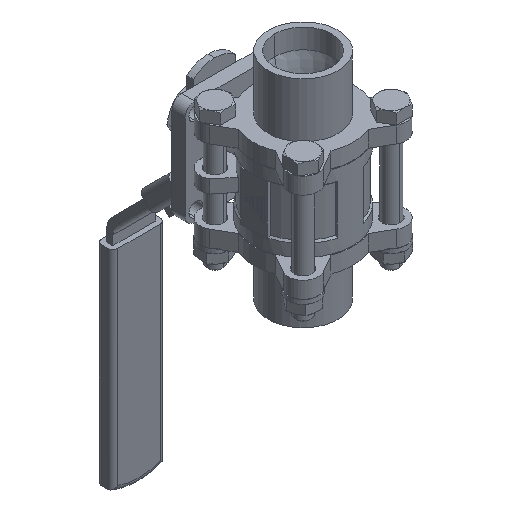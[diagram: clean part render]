
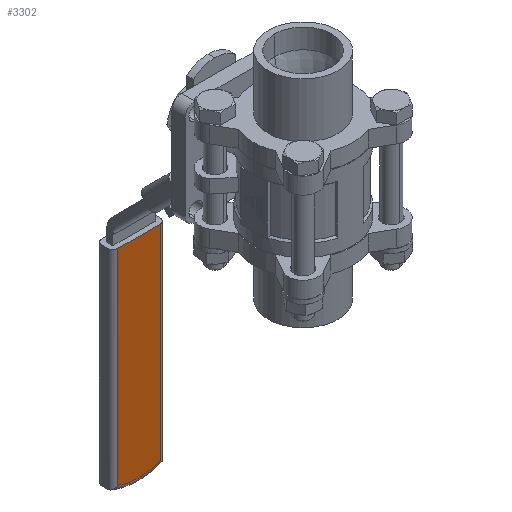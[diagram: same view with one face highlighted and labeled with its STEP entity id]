
A CAD part, isometric view. The second image highlights one B-rep face of the part: STEP entity #3302.
In plain terms, the highlighted planar face has unit normal (0, -1, 0).
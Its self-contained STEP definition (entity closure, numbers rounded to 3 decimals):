
#353 = FACE_OUTER_BOUND ( 'NONE', #4199, .T. ) ;
#1091 = LINE ( 'NONE', #12615, #1095 ) ;
#1095 = VECTOR ( 'NONE', #12612, 1000. ) ;
#1116 = LINE ( 'NONE', #12710, #1122 ) ;
#1122 = VECTOR ( 'NONE', #12723, 1000. ) ;
#1149 = LINE ( 'NONE', #12838, #1152 ) ;
#1152 = VECTOR ( 'NONE', #12841, 1000. ) ;
#3302 = ADVANCED_FACE ( 'NONE', ( #353 ), #21010, .F. ) ;
#3908 = ORIENTED_EDGE ( 'NONE', *, *, #7452, .T. ) ;
#3956 = ORIENTED_EDGE ( 'NONE', *, *, #7389, .T. ) ;
#4199 = EDGE_LOOP ( 'NONE', ( #18344, #18145, #3908, #3956 ) ) ;
#7389 = EDGE_CURVE ( 'NONE', #17865, #8519, #1091, .T. ) ;
#7407 = EDGE_CURVE ( 'NONE', #8525, #8524, #1116, .T. ) ;
#7426 = EDGE_CURVE ( 'NONE', #8519, #8525, #1149, .T. ) ;
#7452 = EDGE_CURVE ( 'NONE', #8524, #17865, #13068, .T. ) ;
#8519 = VERTEX_POINT ( 'NONE', #14326 ) ;
#8524 = VERTEX_POINT ( 'NONE', #14331 ) ;
#8525 = VERTEX_POINT ( 'NONE', #14332 ) ;
#12612 = DIRECTION ( 'NONE',  ( 0., 0., 1. ) ) ;
#12615 = CARTESIAN_POINT ( 'NONE',  ( 6.5, 21., -41.199 ) ) ;
#12710 = CARTESIAN_POINT ( 'NONE',  ( -6.5, 21., -104.8 ) ) ;
#12723 = DIRECTION ( 'NONE',  ( 0., 0., -1. ) ) ;
#12838 = CARTESIAN_POINT ( 'NONE',  ( 8., 21., -41.199 ) ) ;
#12841 = DIRECTION ( 'NONE',  ( -1., 0., 0. ) ) ;
#12971 = CARTESIAN_POINT ( 'NONE',  ( 0., 21., -85.971 ) ) ;
#12974 = DIRECTION ( 'NONE',  ( 0., -1., 0. ) ) ;
#12976 = DIRECTION ( 'NONE',  ( 0., 0., 1. ) ) ;
#13068 = CIRCLE ( 'NONE', #15595, 18.958 ) ;
#14326 = CARTESIAN_POINT ( 'NONE',  ( 6.5, 21., -41.199 ) ) ;
#14331 = CARTESIAN_POINT ( 'NONE',  ( -6.5, 21., -103.78 ) ) ;
#14332 = CARTESIAN_POINT ( 'NONE',  ( -6.5, 21., -41.199 ) ) ;
#14795 = CARTESIAN_POINT ( 'NONE',  ( 6.5, 21., -103.78 ) ) ;
#15370 = AXIS2_PLACEMENT_3D ( 'NONE', #21006, #21012, #21013 ) ;
#15595 = AXIS2_PLACEMENT_3D ( 'NONE', #12971, #12974, #12976 ) ;
#17865 = VERTEX_POINT ( 'NONE', #14795 ) ;
#18145 = ORIENTED_EDGE ( 'NONE', *, *, #7407, .T. ) ;
#18344 = ORIENTED_EDGE ( 'NONE', *, *, #7426, .T. ) ;
#21006 = CARTESIAN_POINT ( 'NONE',  ( 6.5, 21., -39.699 ) ) ;
#21010 = PLANE ( 'NONE',  #15370 ) ;
#21012 = DIRECTION ( 'NONE',  ( 0., 1., 0. ) ) ;
#21013 = DIRECTION ( 'NONE',  ( 0., 0., 1. ) ) ;
